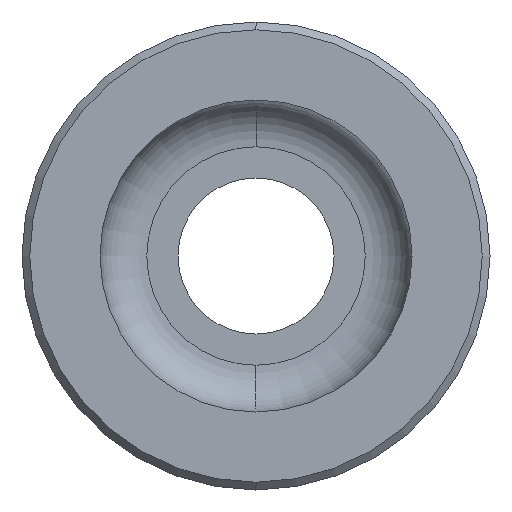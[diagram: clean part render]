
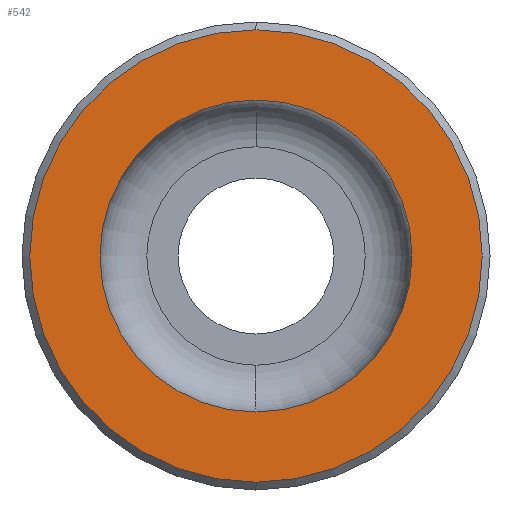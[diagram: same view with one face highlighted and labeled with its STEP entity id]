
A CAD part, left-side view. The second image highlights one B-rep face of the part: STEP entity #542.
In plain terms, the highlighted planar face has unit normal (-1, 0, 0).
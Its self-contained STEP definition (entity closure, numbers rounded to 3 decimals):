
#9 = CIRCLE ( 'NONE', #206, 10. ) ;
#23 = EDGE_CURVE ( 'NONE', #258, #146, #520, .T. ) ;
#27 = DIRECTION ( 'NONE',  ( 0., 0., 1. ) ) ;
#52 = CARTESIAN_POINT ( 'NONE',  ( 0., 0., 0. ) ) ;
#74 = CARTESIAN_POINT ( 'NONE',  ( 0., 0., 14.5 ) ) ;
#103 = CARTESIAN_POINT ( 'NONE',  ( 0., 0., -14.5 ) ) ;
#146 = VERTEX_POINT ( 'NONE', #103 ) ;
#154 = AXIS2_PLACEMENT_3D ( 'NONE', #52, #311, #229 ) ;
#201 = DIRECTION ( 'NONE',  ( 0., 0., -1. ) ) ;
#205 = FACE_OUTER_BOUND ( 'NONE', #524, .T. ) ;
#206 = AXIS2_PLACEMENT_3D ( 'NONE', #499, #375, #27 ) ;
#229 = DIRECTION ( 'NONE',  ( 0., 0., -1. ) ) ;
#233 = AXIS2_PLACEMENT_3D ( 'NONE', #504, #426, #201 ) ;
#237 = DIRECTION ( 'NONE',  ( 0., 0., 1. ) ) ;
#252 = EDGE_CURVE ( 'NONE', #146, #258, #381, .T. ) ;
#258 = VERTEX_POINT ( 'NONE', #74 ) ;
#264 = ORIENTED_EDGE ( 'NONE', *, *, #23, .T. ) ;
#268 = AXIS2_PLACEMENT_3D ( 'NONE', #484, #405, #237 ) ;
#270 = CARTESIAN_POINT ( 'NONE',  ( 0., 0., -10. ) ) ;
#286 = CARTESIAN_POINT ( 'NONE',  ( 0., 0., 10. ) ) ;
#288 = CIRCLE ( 'NONE', #268, 10. ) ;
#292 = CARTESIAN_POINT ( 'NONE',  ( 0., 0., 0. ) ) ;
#304 = ORIENTED_EDGE ( 'NONE', *, *, #252, .T. ) ;
#305 = DIRECTION ( 'NONE',  ( 0., 0., -1. ) ) ;
#306 = VERTEX_POINT ( 'NONE', #270 ) ;
#311 = DIRECTION ( 'NONE',  ( -1., 0., 0. ) ) ;
#354 = EDGE_LOOP ( 'NONE', ( #526, #457 ) ) ;
#366 = EDGE_CURVE ( 'NONE', #306, #463, #288, .T. ) ;
#375 = DIRECTION ( 'NONE',  ( -1., 0., 0. ) ) ;
#381 = CIRCLE ( 'NONE', #473, 14.5 ) ;
#405 = DIRECTION ( 'NONE',  ( -1., 0., 0. ) ) ;
#426 = DIRECTION ( 'NONE',  ( 1., 0., 0. ) ) ;
#457 = ORIENTED_EDGE ( 'NONE', *, *, #366, .F. ) ;
#463 = VERTEX_POINT ( 'NONE', #286 ) ;
#468 = DIRECTION ( 'NONE',  ( -1., 0., 0. ) ) ;
#469 = FACE_BOUND ( 'NONE', #354, .T. ) ;
#473 = AXIS2_PLACEMENT_3D ( 'NONE', #292, #468, #305 ) ;
#484 = CARTESIAN_POINT ( 'NONE',  ( 0., 0., 0. ) ) ;
#488 = EDGE_CURVE ( 'NONE', #463, #306, #9, .T. ) ;
#499 = CARTESIAN_POINT ( 'NONE',  ( 0., 0., 0. ) ) ;
#504 = CARTESIAN_POINT ( 'NONE',  ( 0., 10., 0. ) ) ;
#510 = PLANE ( 'NONE',  #233 ) ;
#520 = CIRCLE ( 'NONE', #154, 14.5 ) ;
#524 = EDGE_LOOP ( 'NONE', ( #304, #264 ) ) ;
#526 = ORIENTED_EDGE ( 'NONE', *, *, #488, .F. ) ;
#542 = ADVANCED_FACE ( 'NONE', ( #205, #469 ), #510, .F. ) ;
